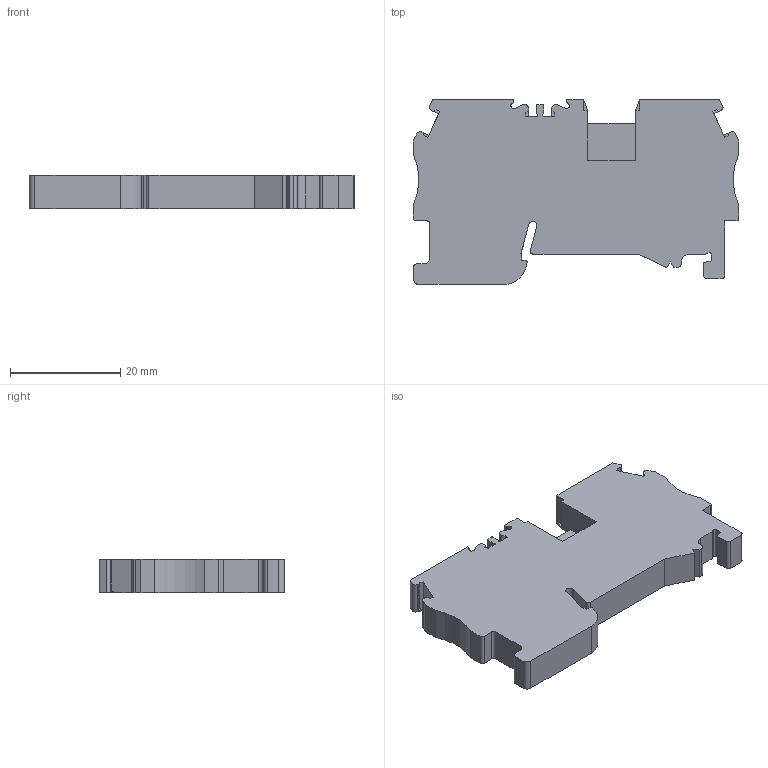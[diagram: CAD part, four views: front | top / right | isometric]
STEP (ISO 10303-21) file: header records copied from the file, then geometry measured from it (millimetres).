
FILE_DESCRIPTION(/* description */ ('Unknown'),/* implementation_level */ '2;1');
FILE_NAME(/* name */ 'DST4_GY_3D',/* time_stamp */ '2019-10-05T16:45:28+05:00',/* author */ ('Unknown'),/* organization */ ('Unknown'),/* preprocessor_version */ 'ST-DEVELOPER v16.7',/* originating_system */ 'DEX',/* authorisation */ $);
FILE_SCHEMA (('AUTOMOTIVE_DESIGN {1 0 10303 214 3 1 1}'));
Length unit declared in the file: millimetre
Products named in the file (1): DST4
Bounding box: 59 x 33.5 x 6 mm (x, y, z)
Volume: 8794.1 mm3; surface area: 5313.6 mm2
Topology: 1 solids, 1 shells, 158 faces, 457 edges, 306 vertices
Faces by surface type: plane 119, cylinder 39
Full cylindrical faces by diameter (mm): 5 x2
Entity records: 5197 total; most frequent: CARTESIAN_POINT 920, ORIENTED_EDGE 910, DIRECTION 857, EDGE_CURVE 455, LINE 371, VECTOR 371, VERTEX_POINT 306, AXIS2_PLACEMENT_3D 243
